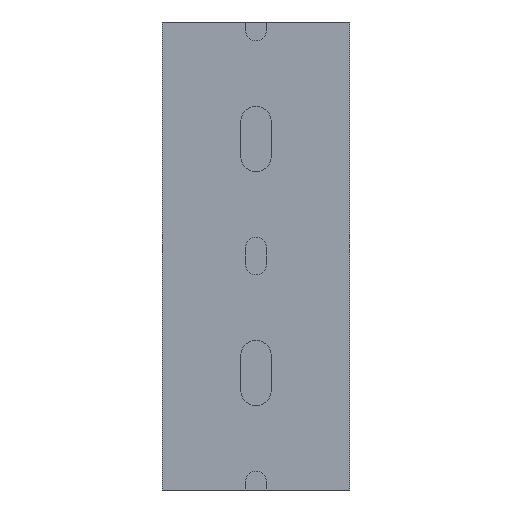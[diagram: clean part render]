
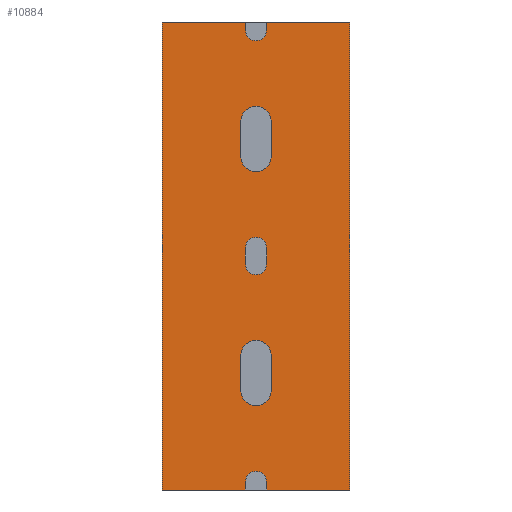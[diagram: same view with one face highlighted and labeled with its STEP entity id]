
A CAD part, front view. The second image highlights one B-rep face of the part: STEP entity #10884.
In plain terms, the highlighted planar face has unit normal (0, -1, 0).
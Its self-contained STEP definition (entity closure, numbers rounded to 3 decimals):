
#30=FACE_BOUND('',#1908,.T.);
#31=FACE_BOUND('',#1909,.T.);
#32=FACE_BOUND('',#1910,.T.);
#477=CIRCLE('',#11900,3.25);
#479=CIRCLE('',#11904,3.25);
#481=CIRCLE('',#11909,2.25);
#484=CIRCLE('',#11915,3.25);
#486=CIRCLE('',#11919,3.25);
#488=CIRCLE('',#11923,2.25);
#490=CIRCLE('',#11928,2.25);
#492=CIRCLE('',#11932,2.25);
#1356=FACE_OUTER_BOUND('',#1907,.T.);
#1907=EDGE_LOOP('',(#9869,#9870,#9871,#9872,#9873,#9874,#9875,#9876,#9877,
#9878,#9879,#9880));
#1908=EDGE_LOOP('',(#9881,#9882,#9883,#9884));
#1909=EDGE_LOOP('',(#9885,#9886,#9887,#9888));
#1910=EDGE_LOOP('',(#9889,#9890,#9891,#9892));
#2495=LINE('',#17851,#3563);
#2498=LINE('',#17856,#3566);
#2676=LINE('',#18263,#3744);
#2701=LINE('',#18313,#3769);
#2885=LINE('',#18892,#3953);
#2890=LINE('',#18903,#3958);
#2894=LINE('',#18915,#3962);
#2898=LINE('',#18925,#3966);
#2900=LINE('',#18931,#3968);
#2903=LINE('',#18939,#3971);
#2911=LINE('',#18958,#3979);
#2915=LINE('',#18970,#3983);
#2919=LINE('',#18980,#3987);
#2921=LINE('',#18988,#3989);
#2925=LINE('',#18997,#3993);
#2930=LINE('',#19010,#3998);
#3563=VECTOR('',#13699,10.);
#3566=VECTOR('',#13704,10.);
#3744=VECTOR('',#14196,10.);
#3769=VECTOR('',#14231,10.);
#3953=VECTOR('',#14797,10.);
#3958=VECTOR('',#14806,10.);
#3962=VECTOR('',#14818,10.);
#3966=VECTOR('',#14830,10.);
#3968=VECTOR('',#14834,10.);
#3971=VECTOR('',#14845,10.);
#3979=VECTOR('',#14857,10.);
#3983=VECTOR('',#14869,10.);
#3987=VECTOR('',#14881,10.);
#3989=VECTOR('',#14891,10.);
#3993=VECTOR('',#14897,10.);
#3998=VECTOR('',#14910,10.);
#4903=VERTEX_POINT('',#17848);
#4904=VERTEX_POINT('',#17850);
#4905=VERTEX_POINT('',#17855);
#4942=VERTEX_POINT('',#18260);
#4943=VERTEX_POINT('',#18262);
#4963=VERTEX_POINT('',#18311);
#5069=VERTEX_POINT('',#18890);
#5072=VERTEX_POINT('',#18900);
#5073=VERTEX_POINT('',#18902);
#5075=VERTEX_POINT('',#18908);
#5077=VERTEX_POINT('',#18914);
#5079=VERTEX_POINT('',#18923);
#5080=VERTEX_POINT('',#18927);
#5082=VERTEX_POINT('',#18930);
#5091=VERTEX_POINT('',#18955);
#5092=VERTEX_POINT('',#18957);
#5094=VERTEX_POINT('',#18963);
#5096=VERTEX_POINT('',#18969);
#5098=VERTEX_POINT('',#18978);
#5100=VERTEX_POINT('',#18984);
#5103=VERTEX_POINT('',#18994);
#5104=VERTEX_POINT('',#18996);
#5106=VERTEX_POINT('',#19002);
#5108=VERTEX_POINT('',#19008);
#6162=EDGE_CURVE('',#4904,#4903,#2495,.T.);
#6165=EDGE_CURVE('',#4904,#4905,#2498,.T.);
#6361=EDGE_CURVE('',#4943,#4942,#2676,.T.);
#6390=EDGE_CURVE('',#4942,#4963,#2701,.T.);
#6632=EDGE_CURVE('',#5069,#4963,#2885,.T.);
#6637=EDGE_CURVE('',#5073,#5072,#2890,.T.);
#6640=EDGE_CURVE('',#5075,#5073,#477,.T.);
#6643=EDGE_CURVE('',#5077,#5075,#2894,.T.);
#6646=EDGE_CURVE('',#5072,#5077,#479,.T.);
#6649=EDGE_CURVE('',#5069,#5079,#2898,.T.);
#6651=EDGE_CURVE('',#5082,#5080,#2900,.T.);
#6655=EDGE_CURVE('',#5079,#5082,#481,.T.);
#6656=EDGE_CURVE('',#4905,#5080,#2903,.T.);
#6665=EDGE_CURVE('',#5092,#5091,#2911,.T.);
#6668=EDGE_CURVE('',#5094,#5092,#484,.T.);
#6671=EDGE_CURVE('',#5096,#5094,#2915,.T.);
#6674=EDGE_CURVE('',#5091,#5096,#486,.T.);
#6677=EDGE_CURVE('',#4903,#5098,#2919,.T.);
#6680=EDGE_CURVE('',#5098,#5100,#488,.T.);
#6681=EDGE_CURVE('',#5100,#4943,#2921,.T.);
#6685=EDGE_CURVE('',#5104,#5103,#2925,.T.);
#6689=EDGE_CURVE('',#5103,#5106,#490,.T.);
#6692=EDGE_CURVE('',#5106,#5108,#2930,.T.);
#6694=EDGE_CURVE('',#5108,#5104,#492,.T.);
#9869=ORIENTED_EDGE('',*,*,#6651,.T.);
#9870=ORIENTED_EDGE('',*,*,#6656,.F.);
#9871=ORIENTED_EDGE('',*,*,#6165,.F.);
#9872=ORIENTED_EDGE('',*,*,#6162,.T.);
#9873=ORIENTED_EDGE('',*,*,#6677,.T.);
#9874=ORIENTED_EDGE('',*,*,#6680,.T.);
#9875=ORIENTED_EDGE('',*,*,#6681,.T.);
#9876=ORIENTED_EDGE('',*,*,#6361,.T.);
#9877=ORIENTED_EDGE('',*,*,#6390,.T.);
#9878=ORIENTED_EDGE('',*,*,#6632,.F.);
#9879=ORIENTED_EDGE('',*,*,#6649,.T.);
#9880=ORIENTED_EDGE('',*,*,#6655,.T.);
#9881=ORIENTED_EDGE('',*,*,#6637,.T.);
#9882=ORIENTED_EDGE('',*,*,#6646,.T.);
#9883=ORIENTED_EDGE('',*,*,#6643,.T.);
#9884=ORIENTED_EDGE('',*,*,#6640,.T.);
#9885=ORIENTED_EDGE('',*,*,#6665,.T.);
#9886=ORIENTED_EDGE('',*,*,#6674,.T.);
#9887=ORIENTED_EDGE('',*,*,#6671,.T.);
#9888=ORIENTED_EDGE('',*,*,#6668,.T.);
#9889=ORIENTED_EDGE('',*,*,#6685,.T.);
#9890=ORIENTED_EDGE('',*,*,#6689,.T.);
#9891=ORIENTED_EDGE('',*,*,#6692,.T.);
#9892=ORIENTED_EDGE('',*,*,#6694,.T.);
#10348=PLANE('',#11955);
#10884=ADVANCED_FACE('',(#1356,#30,#31,#32),#10348,.T.);
#11900=AXIS2_PLACEMENT_3D('',#18909,#14812,#14813);
#11904=AXIS2_PLACEMENT_3D('',#18919,#14824,#14825);
#11909=AXIS2_PLACEMENT_3D('',#18937,#14841,#14842);
#11915=AXIS2_PLACEMENT_3D('',#18964,#14863,#14864);
#11919=AXIS2_PLACEMENT_3D('',#18974,#14875,#14876);
#11923=AXIS2_PLACEMENT_3D('',#18986,#14887,#14888);
#11928=AXIS2_PLACEMENT_3D('',#19004,#14904,#14905);
#11932=AXIS2_PLACEMENT_3D('',#19013,#14915,#14916);
#11955=AXIS2_PLACEMENT_3D('',#19054,#14979,#14980);
#13699=DIRECTION('',(-1.,0.,0.));
#13704=DIRECTION('',(0.,0.,-1.));
#14196=DIRECTION('',(-1.,0.,0.));
#14231=DIRECTION('',(0.,0.,-1.));
#14797=DIRECTION('',(-1.,0.,0.));
#14806=DIRECTION('',(0.,0.,-1.));
#14812=DIRECTION('center_axis',(0.,1.,0.));
#14813=DIRECTION('ref_axis',(1.,0.,0.));
#14818=DIRECTION('',(0.,0.,1.));
#14824=DIRECTION('center_axis',(0.,1.,0.));
#14825=DIRECTION('ref_axis',(-1.,0.,0.));
#14830=DIRECTION('',(0.,0.,1.));
#14834=DIRECTION('',(0.,0.,-1.));
#14841=DIRECTION('center_axis',(0.,1.,0.));
#14842=DIRECTION('ref_axis',(1.,0.,0.));
#14845=DIRECTION('',(-1.,0.,0.));
#14857=DIRECTION('',(0.,0.,-1.));
#14863=DIRECTION('center_axis',(0.,1.,0.));
#14864=DIRECTION('ref_axis',(1.,0.,0.));
#14869=DIRECTION('',(0.,0.,1.));
#14875=DIRECTION('center_axis',(0.,1.,0.));
#14876=DIRECTION('ref_axis',(-1.,0.,0.));
#14881=DIRECTION('',(0.,0.,-1.));
#14887=DIRECTION('center_axis',(0.,1.,0.));
#14888=DIRECTION('ref_axis',(-1.,0.,0.));
#14891=DIRECTION('',(0.,0.,1.));
#14897=DIRECTION('',(0.,0.,-1.));
#14904=DIRECTION('center_axis',(0.,1.,0.));
#14905=DIRECTION('ref_axis',(-1.,0.,0.));
#14910=DIRECTION('',(0.,0.,1.));
#14915=DIRECTION('center_axis',(0.,1.,0.));
#14916=DIRECTION('ref_axis',(1.,0.,0.));
#14979=DIRECTION('center_axis',(0.,-1.,0.));
#14980=DIRECTION('ref_axis',(0.,0.,-1.));
#17848=CARTESIAN_POINT('',(2.25,0.,0.));
#17850=CARTESIAN_POINT('',(20.,0.,0.));
#17851=CARTESIAN_POINT('',(0.,0.,0.));
#17855=CARTESIAN_POINT('',(20.,0.,-100.));
#17856=CARTESIAN_POINT('',(20.,0.,0.));
#18260=CARTESIAN_POINT('',(-20.,0.,0.));
#18262=CARTESIAN_POINT('',(-2.25,0.,0.));
#18263=CARTESIAN_POINT('',(0.,0.,0.));
#18311=CARTESIAN_POINT('',(-20.,0.,-100.));
#18313=CARTESIAN_POINT('',(-20.,0.,0.));
#18890=CARTESIAN_POINT('',(-2.25,0.,-100.));
#18892=CARTESIAN_POINT('',(0.,0.,-100.));
#18900=CARTESIAN_POINT('',(3.25,0.,-78.75));
#18902=CARTESIAN_POINT('',(3.25,0.,-71.25));
#18903=CARTESIAN_POINT('',(3.25,0.,-39.375));
#18908=CARTESIAN_POINT('',(-3.25,0.,-71.25));
#18909=CARTESIAN_POINT('Origin',(0.,0.,
-71.25));
#18914=CARTESIAN_POINT('',(-3.25,0.,-78.75));
#18915=CARTESIAN_POINT('',(-3.25,0.,-35.625));
#18919=CARTESIAN_POINT('Origin',(0.,0.,
-78.75));
#18923=CARTESIAN_POINT('',(-2.25,0.,-98.25));
#18925=CARTESIAN_POINT('',(-2.25,0.,-49.125));
#18927=CARTESIAN_POINT('',(2.25,0.,-100.));
#18930=CARTESIAN_POINT('',(2.25,0.,-98.25));
#18931=CARTESIAN_POINT('',(2.25,0.,-50.875));
#18937=CARTESIAN_POINT('Origin',(0.,0.,
-98.25));
#18939=CARTESIAN_POINT('',(0.,0.,-100.));
#18955=CARTESIAN_POINT('',(3.25,0.,-28.75));
#18957=CARTESIAN_POINT('',(3.25,0.,-21.25));
#18958=CARTESIAN_POINT('',(3.25,0.,-14.375));
#18963=CARTESIAN_POINT('',(-3.25,0.,-21.25));
#18964=CARTESIAN_POINT('Origin',(0.,0.,
-21.25));
#18969=CARTESIAN_POINT('',(-3.25,0.,-28.75));
#18970=CARTESIAN_POINT('',(-3.25,0.,-10.625));
#18974=CARTESIAN_POINT('Origin',(0.,0.,
-28.75));
#18978=CARTESIAN_POINT('',(2.25,0.,-1.75));
#18980=CARTESIAN_POINT('',(2.25,0.,-0.875));
#18984=CARTESIAN_POINT('',(-2.25,0.,-1.75));
#18986=CARTESIAN_POINT('Origin',(0.,0.,
-1.75));
#18988=CARTESIAN_POINT('',(-2.25,0.,0.875));
#18994=CARTESIAN_POINT('',(2.25,0.,-51.75));
#18996=CARTESIAN_POINT('',(2.25,0.,-48.25));
#18997=CARTESIAN_POINT('',(2.25,0.,-25.875));
#19002=CARTESIAN_POINT('',(-2.25,0.,-51.75));
#19004=CARTESIAN_POINT('Origin',(0.,0.,
-51.75));
#19008=CARTESIAN_POINT('',(-2.25,0.,-48.25));
#19010=CARTESIAN_POINT('',(-2.25,0.,-24.125));
#19013=CARTESIAN_POINT('Origin',(0.,0.,
-48.25));
#19054=CARTESIAN_POINT('Origin',(-20.,0.,0.));
